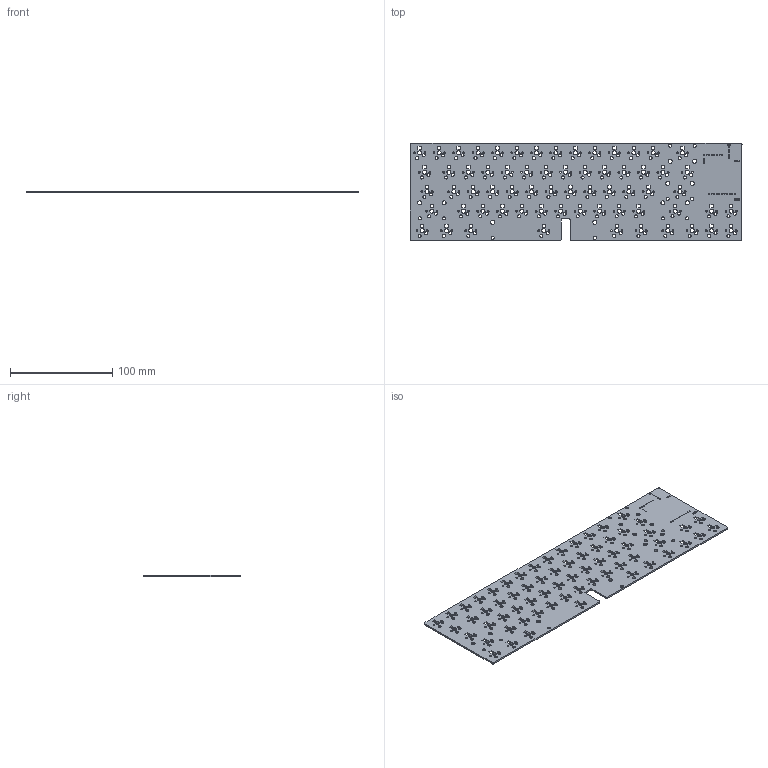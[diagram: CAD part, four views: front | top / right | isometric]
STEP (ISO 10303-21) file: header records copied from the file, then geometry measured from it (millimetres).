
FILE_DESCRIPTION(('KiCad electronic assembly'),'2;1');
FILE_NAME('PCB.step','2025-01-01T00:55:57',('Pcbnew'),('Kicad'), 'Open CASCADE STEP processor 7.7','KiCad to STEP converter','Unknown' );
FILE_SCHEMA(('AUTOMOTIVE_DESIGN { 1 0 10303 214 1 1 1 1 }'));
Length unit declared in the file: millimetre
Products named in the file (2): PCB 1; PCB PCB
Assembly tree (1 placements, depth 2):
  PCB 1
    PCB PCB
Bounding box: 325.04 x 95.72 x 1.58 mm (x, y, z)
Volume: 44236.3 mm3; surface area: 63555.5 mm2
Topology: 1 solids, 1 shells, 731 faces, 2187 edges, 1458 vertices
Faces by surface type: cylinder 387, plane 344
Full cylindrical faces by diameter (mm): 0.65 x10, 0.75 x3, 0.8 x3, 0.9 x6, 1 x19, 1.5 x1, 1.702 x130, 3 x130, 3.048 x10, 3.988 x75
Entity records: 57465 total; most frequent: CARTESIAN_POINT 13396, DIRECTION 8027, LINE 5013, VECTOR 5013, ORIENTED_EDGE 4374, PCURVE 4374, DEFINITIONAL_REPRESENTATION 4374, EDGE_CURVE 2187
